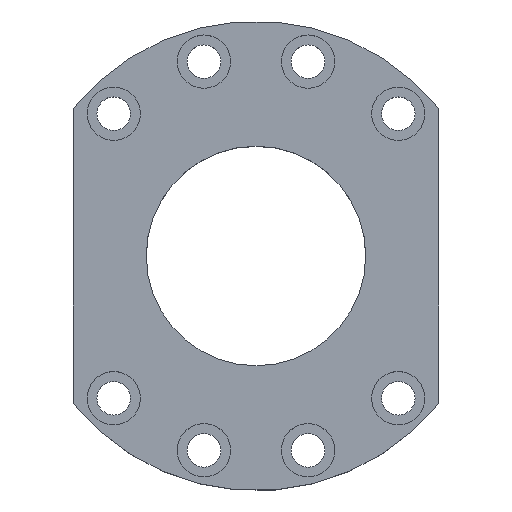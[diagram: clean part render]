
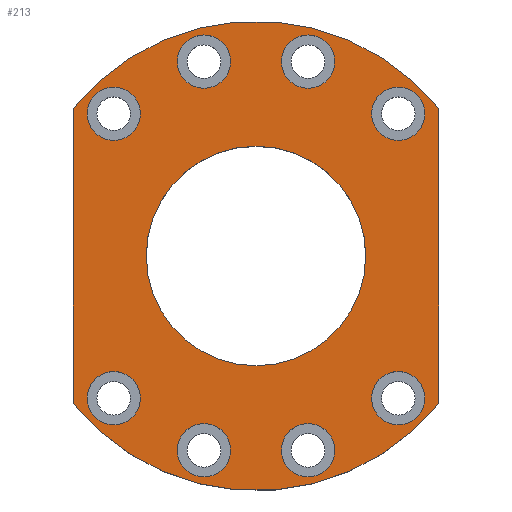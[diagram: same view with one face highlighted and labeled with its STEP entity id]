
A CAD part, top view. The second image highlights one B-rep face of the part: STEP entity #213.
In plain terms, the highlighted planar face has unit normal (0, 0, 1).
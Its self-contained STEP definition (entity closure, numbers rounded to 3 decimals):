
#6 = DIRECTION ( 'NONE',  ( 0., -1., 0. ) ) ;
#13 = DIRECTION ( 'NONE',  ( 1., 0., 0. ) ) ;
#18 = VERTEX_POINT ( 'NONE', #854 ) ;
#21 = DIRECTION ( 'NONE',  ( 0., -1., 0. ) ) ;
#24 = CARTESIAN_POINT ( 'NONE',  ( -37.919, -46.669, 0. ) ) ;
#34 = DIRECTION ( 'NONE',  ( 1., 0., 0. ) ) ;
#40 = VERTEX_POINT ( 'NONE', #876 ) ;
#43 = DIRECTION ( 'NONE',  ( 0., 0., -1. ) ) ;
#48 = CARTESIAN_POINT ( 'NONE',  ( -8.332, -63.751, 0. ) ) ;
#51 = EDGE_LOOP ( 'NONE', ( #242 ) ) ;
#53 = EDGE_CURVE ( 'NONE', #40, #40, #59, .T. ) ;
#54 = CIRCLE ( 'NONE', #322, 77. ) ;
#57 = DIRECTION ( 'NONE',  ( 0., 1., 0. ) ) ;
#59 = CIRCLE ( 'NONE', #356, 8.75 ) ;
#72 = EDGE_LOOP ( 'NONE', ( #862, #843, #372, #603 ) ) ;
#74 = CARTESIAN_POINT ( 'NONE',  ( 36., 0., 0. ) ) ;
#104 = DIRECTION ( 'NONE',  ( 0., 0., 1. ) ) ;
#110 = DIRECTION ( 'NONE',  ( 0., 0., 1. ) ) ;
#112 = DIRECTION ( 'NONE',  ( 1., 0., 0. ) ) ;
#113 = EDGE_LOOP ( 'NONE', ( #912 ) ) ;
#114 = EDGE_CURVE ( 'NONE', #593, #593, #132, .T. ) ;
#115 = FACE_BOUND ( 'NONE', #51, .T. ) ;
#118 = CARTESIAN_POINT ( 'NONE',  ( -60., 48.26, 0. ) ) ;
#125 = CIRCLE ( 'NONE', #498, 8.75 ) ;
#126 = VERTEX_POINT ( 'NONE', #24 ) ;
#132 = CIRCLE ( 'NONE', #522, 8.75 ) ;
#134 = AXIS2_PLACEMENT_3D ( 'NONE', #911, #818, #719 ) ;
#138 = DIRECTION ( 'NONE',  ( 0., 0., 1. ) ) ;
#142 = CARTESIAN_POINT ( 'NONE',  ( -60., -48.26, 0. ) ) ;
#143 = CARTESIAN_POINT ( 'NONE',  ( 0., 77., 0. ) ) ;
#147 = VERTEX_POINT ( 'NONE', #48 ) ;
#152 = CARTESIAN_POINT ( 'NONE',  ( 60., 48.26, 0. ) ) ;
#153 = CIRCLE ( 'NONE', #190, 8.75 ) ;
#159 = EDGE_CURVE ( 'NONE', #18, #18, #490, .T. ) ;
#166 = CIRCLE ( 'NONE', #772, 8.75 ) ;
#171 = VERTEX_POINT ( 'NONE', #74 ) ;
#184 = DIRECTION ( 'NONE',  ( 1., 0., 0. ) ) ;
#186 = EDGE_CURVE ( 'NONE', #794, #204, #920, .T. ) ;
#190 = AXIS2_PLACEMENT_3D ( 'NONE', #215, #110, #13 ) ;
#194 = AXIS2_PLACEMENT_3D ( 'NONE', #143, #43, #878 ) ;
#203 = CARTESIAN_POINT ( 'NONE',  ( 0., 0., 0. ) ) ;
#204 = VERTEX_POINT ( 'NONE', #710 ) ;
#211 = ORIENTED_EDGE ( 'NONE', *, *, #53, .F. ) ;
#213 = ADVANCED_FACE ( 'NONE', ( #115, #220, #264, #309, #336, #385, #411, #435, #455, #483 ), #240, .F. ) ;
#215 = CARTESIAN_POINT ( 'NONE',  ( 17.082, -63.751, 0. ) ) ;
#216 = DIRECTION ( 'NONE',  ( 0., 0., 1. ) ) ;
#218 = EDGE_LOOP ( 'NONE', ( #454 ) ) ;
#220 = FACE_BOUND ( 'NONE', #218, .T. ) ;
#222 = LINE ( 'NONE', #118, #714 ) ;
#232 = CARTESIAN_POINT ( 'NONE',  ( -17.082, 63.751, 0. ) ) ;
#240 = PLANE ( 'NONE',  #194 ) ;
#242 = ORIENTED_EDGE ( 'NONE', *, *, #523, .F. ) ;
#248 = EDGE_CURVE ( 'NONE', #204, #404, #222, .T. ) ;
#250 = LINE ( 'NONE', #152, #537 ) ;
#254 = CARTESIAN_POINT ( 'NONE',  ( 60., 48.26, 0. ) ) ;
#264 = FACE_BOUND ( 'NONE', #852, .T. ) ;
#277 = DIRECTION ( 'NONE',  ( 0., 0., 1. ) ) ;
#290 = AXIS2_PLACEMENT_3D ( 'NONE', #689, #594, #504 ) ;
#300 = CARTESIAN_POINT ( 'NONE',  ( 46.669, -46.669, 0. ) ) ;
#302 = EDGE_LOOP ( 'NONE', ( #496 ) ) ;
#309 = FACE_BOUND ( 'NONE', #574, .T. ) ;
#322 = AXIS2_PLACEMENT_3D ( 'NONE', #203, #104, #6 ) ;
#336 = FACE_BOUND ( 'NONE', #113, .T. ) ;
#337 = CIRCLE ( 'NONE', #699, 36. ) ;
#340 = DIRECTION ( 'NONE',  ( 1., 0., 0. ) ) ;
#345 = CARTESIAN_POINT ( 'NONE',  ( 60., -48.26, 0. ) ) ;
#356 = AXIS2_PLACEMENT_3D ( 'NONE', #823, #724, #640 ) ;
#364 = DIRECTION ( 'NONE',  ( 1., 0., 0. ) ) ;
#372 = ORIENTED_EDGE ( 'NONE', *, *, #248, .T. ) ;
#376 = CARTESIAN_POINT ( 'NONE',  ( -46.669, -46.669, 0. ) ) ;
#385 = FACE_BOUND ( 'NONE', #302, .T. ) ;
#404 = VERTEX_POINT ( 'NONE', #142 ) ;
#411 = FACE_BOUND ( 'NONE', #665, .T. ) ;
#419 = EDGE_CURVE ( 'NONE', #734, #734, #756, .T. ) ;
#420 = CIRCLE ( 'NONE', #134, 8.75 ) ;
#435 = FACE_BOUND ( 'NONE', #806, .T. ) ;
#437 = DIRECTION ( 'NONE',  ( 0., 0., 1. ) ) ;
#443 = ORIENTED_EDGE ( 'NONE', *, *, #755, .F. ) ;
#454 = ORIENTED_EDGE ( 'NONE', *, *, #114, .F. ) ;
#455 = FACE_BOUND ( 'NONE', #901, .T. ) ;
#457 = DIRECTION ( 'NONE',  ( 0., 0., 1. ) ) ;
#479 = EDGE_CURVE ( 'NONE', #171, #171, #337, .T. ) ;
#483 = FACE_OUTER_BOUND ( 'NONE', #72, .T. ) ;
#490 = CIRCLE ( 'NONE', #685, 8.75 ) ;
#496 = ORIENTED_EDGE ( 'NONE', *, *, #870, .F. ) ;
#498 = AXIS2_PLACEMENT_3D ( 'NONE', #376, #277, #184 ) ;
#503 = CARTESIAN_POINT ( 'NONE',  ( -8.332, 63.751, 0. ) ) ;
#504 = DIRECTION ( 'NONE',  ( 1., 0., 0. ) ) ;
#522 = AXIS2_PLACEMENT_3D ( 'NONE', #232, #138, #34 ) ;
#523 = EDGE_CURVE ( 'NONE', #905, #905, #166, .T. ) ;
#531 = CARTESIAN_POINT ( 'NONE',  ( -46.669, 46.669, 0. ) ) ;
#537 = VECTOR ( 'NONE', #57, 1000. ) ;
#550 = DIRECTION ( 'NONE',  ( 0., -1., 0. ) ) ;
#556 = CARTESIAN_POINT ( 'NONE',  ( 0., 0., 0. ) ) ;
#563 = ORIENTED_EDGE ( 'NONE', *, *, #634, .F. ) ;
#574 = EDGE_LOOP ( 'NONE', ( #211 ) ) ;
#593 = VERTEX_POINT ( 'NONE', #503 ) ;
#594 = DIRECTION ( 'NONE',  ( 0., 0., 1. ) ) ;
#603 = ORIENTED_EDGE ( 'NONE', *, *, #615, .T. ) ;
#615 = EDGE_CURVE ( 'NONE', #404, #670, #54, .T. ) ;
#634 = EDGE_CURVE ( 'NONE', #147, #147, #420, .T. ) ;
#640 = DIRECTION ( 'NONE',  ( 1., 0., 0. ) ) ;
#645 = DIRECTION ( 'NONE',  ( 0., 0., 1. ) ) ;
#648 = CARTESIAN_POINT ( 'NONE',  ( 25.832, 63.751, 0. ) ) ;
#665 = EDGE_LOOP ( 'NONE', ( #563 ) ) ;
#670 = VERTEX_POINT ( 'NONE', #345 ) ;
#671 = EDGE_CURVE ( 'NONE', #670, #794, #250, .T. ) ;
#685 = AXIS2_PLACEMENT_3D ( 'NONE', #300, #216, #112 ) ;
#689 = CARTESIAN_POINT ( 'NONE',  ( 17.082, 63.751, 0. ) ) ;
#699 = AXIS2_PLACEMENT_3D ( 'NONE', #556, #457, #364 ) ;
#710 = CARTESIAN_POINT ( 'NONE',  ( -60., 48.26, 0. ) ) ;
#714 = VECTOR ( 'NONE', #21, 1000. ) ;
#719 = DIRECTION ( 'NONE',  ( 1., 0., 0. ) ) ;
#724 = DIRECTION ( 'NONE',  ( 0., 0., 1. ) ) ;
#730 = CARTESIAN_POINT ( 'NONE',  ( 0., 0., 0. ) ) ;
#734 = VERTEX_POINT ( 'NONE', #648 ) ;
#740 = CARTESIAN_POINT ( 'NONE',  ( 25.832, -63.751, 0. ) ) ;
#755 = EDGE_CURVE ( 'NONE', #126, #126, #125, .T. ) ;
#756 = CIRCLE ( 'NONE', #290, 8.75 ) ;
#772 = AXIS2_PLACEMENT_3D ( 'NONE', #531, #437, #340 ) ;
#794 = VERTEX_POINT ( 'NONE', #254 ) ;
#806 = EDGE_LOOP ( 'NONE', ( #443 ) ) ;
#809 = CARTESIAN_POINT ( 'NONE',  ( -37.919, 46.669, 0. ) ) ;
#818 = DIRECTION ( 'NONE',  ( 0., 0., 1. ) ) ;
#820 = ORIENTED_EDGE ( 'NONE', *, *, #419, .F. ) ;
#823 = CARTESIAN_POINT ( 'NONE',  ( 46.669, 46.669, 0. ) ) ;
#840 = VERTEX_POINT ( 'NONE', #740 ) ;
#843 = ORIENTED_EDGE ( 'NONE', *, *, #186, .T. ) ;
#852 = EDGE_LOOP ( 'NONE', ( #820 ) ) ;
#853 = AXIS2_PLACEMENT_3D ( 'NONE', #730, #645, #550 ) ;
#854 = CARTESIAN_POINT ( 'NONE',  ( 55.419, -46.669, 0. ) ) ;
#862 = ORIENTED_EDGE ( 'NONE', *, *, #671, .T. ) ;
#870 = EDGE_CURVE ( 'NONE', #840, #840, #153, .T. ) ;
#876 = CARTESIAN_POINT ( 'NONE',  ( 55.419, 46.669, 0. ) ) ;
#878 = DIRECTION ( 'NONE',  ( 0., 1., 0. ) ) ;
#901 = EDGE_LOOP ( 'NONE', ( #910 ) ) ;
#905 = VERTEX_POINT ( 'NONE', #809 ) ;
#910 = ORIENTED_EDGE ( 'NONE', *, *, #479, .F. ) ;
#911 = CARTESIAN_POINT ( 'NONE',  ( -17.082, -63.751, 0. ) ) ;
#912 = ORIENTED_EDGE ( 'NONE', *, *, #159, .F. ) ;
#920 = CIRCLE ( 'NONE', #853, 77. ) ;
